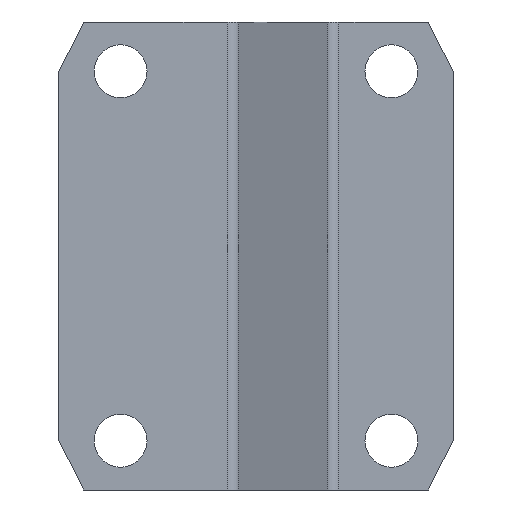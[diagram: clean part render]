
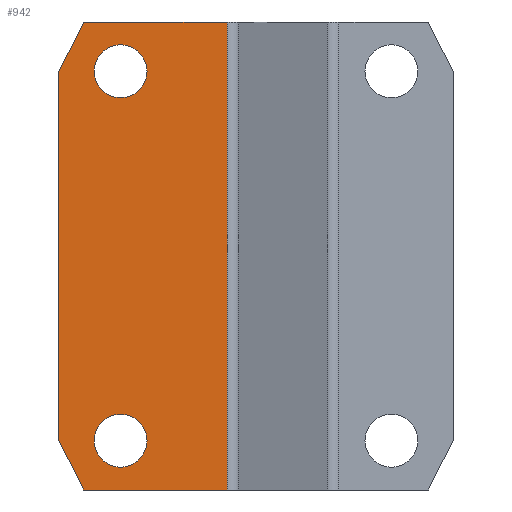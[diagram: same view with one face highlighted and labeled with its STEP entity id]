
A CAD part, front view. The second image highlights one B-rep face of the part: STEP entity #942.
In plain terms, the highlighted planar face has unit normal (0, -1, 0).
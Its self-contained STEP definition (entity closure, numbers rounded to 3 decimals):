
#21=FACE_BOUND('',#183,.T.);
#22=FACE_BOUND('',#184,.T.);
#68=PLANE('',#1062);
#120=FACE_OUTER_BOUND('',#182,.T.);
#182=EDGE_LOOP('',(#843,#844,#845,#846,#847,#848));
#183=EDGE_LOOP('',(#849));
#184=EDGE_LOOP('',(#850));
#239=CIRCLE('',#1063,2.15);
#240=CIRCLE('',#1064,2.15);
#291=LINE('',#1531,#375);
#295=LINE('',#1543,#379);
#315=LINE('',#1606,#399);
#317=LINE('',#1610,#401);
#319=LINE('',#1614,#403);
#320=LINE('',#1615,#404);
#375=VECTOR('',#1243,10.);
#379=VECTOR('',#1253,10.);
#399=VECTOR('',#1329,10.);
#401=VECTOR('',#1333,10.);
#403=VECTOR('',#1337,10.);
#404=VECTOR('',#1338,10.);
#463=VERTEX_POINT('',#1528);
#464=VERTEX_POINT('',#1530);
#469=VERTEX_POINT('',#1542);
#484=VERTEX_POINT('',#1605);
#485=VERTEX_POINT('',#1609);
#486=VERTEX_POINT('',#1613);
#487=VERTEX_POINT('',#1616);
#488=VERTEX_POINT('',#1618);
#570=EDGE_CURVE('',#463,#464,#291,.T.);
#576=EDGE_CURVE('',#464,#469,#295,.T.);
#607=EDGE_CURVE('',#469,#484,#315,.T.);
#609=EDGE_CURVE('',#485,#463,#317,.T.);
#611=EDGE_CURVE('',#486,#485,#319,.T.);
#612=EDGE_CURVE('',#484,#486,#320,.T.);
#613=EDGE_CURVE('',#487,#487,#239,.T.);
#614=EDGE_CURVE('',#488,#488,#240,.T.);
#843=ORIENTED_EDGE('',*,*,#576,.F.);
#844=ORIENTED_EDGE('',*,*,#570,.F.);
#845=ORIENTED_EDGE('',*,*,#609,.F.);
#846=ORIENTED_EDGE('',*,*,#611,.F.);
#847=ORIENTED_EDGE('',*,*,#612,.F.);
#848=ORIENTED_EDGE('',*,*,#607,.F.);
#849=ORIENTED_EDGE('',*,*,#613,.T.);
#850=ORIENTED_EDGE('',*,*,#614,.T.);
#942=ADVANCED_FACE('',(#120,#21,#22),#68,.T.);
#1062=AXIS2_PLACEMENT_3D('',#1612,#1335,#1336);
#1063=AXIS2_PLACEMENT_3D('',#1617,#1339,#1340);
#1064=AXIS2_PLACEMENT_3D('',#1619,#1341,#1342);
#1243=DIRECTION('',(1.,0.,0.));
#1253=DIRECTION('',(0.,0.,-1.));
#1329=DIRECTION('',(-1.,0.,0.));
#1333=DIRECTION('',(0.447,0.,0.894));
#1335=DIRECTION('center_axis',(0.,-1.,0.));
#1336=DIRECTION('ref_axis',(1.,0.,0.));
#1337=DIRECTION('',(0.,0.,1.));
#1338=DIRECTION('',(-0.447,0.,0.894));
#1339=DIRECTION('center_axis',(0.,1.,0.));
#1340=DIRECTION('ref_axis',(1.,0.,0.));
#1341=DIRECTION('center_axis',(0.,1.,0.));
#1342=DIRECTION('ref_axis',(1.,0.,0.));
#1528=CARTESIAN_POINT('',(-20.,-24.,19.));
#1530=CARTESIAN_POINT('',(-8.34,-24.,19.));
#1531=CARTESIAN_POINT('',(-22.,-24.,19.));
#1542=CARTESIAN_POINT('',(-8.34,-24.,-19.));
#1543=CARTESIAN_POINT('',(-8.34,-24.,0.));
#1605=CARTESIAN_POINT('',(-20.,-24.,-19.));
#1606=CARTESIAN_POINT('',(-22.,-24.,-19.));
#1609=CARTESIAN_POINT('',(-22.,-24.,15.));
#1610=CARTESIAN_POINT('',(-24.5,-24.,10.));
#1612=CARTESIAN_POINT('Origin',(-22.,-24.,0.));
#1613=CARTESIAN_POINT('',(-22.,-24.,-15.));
#1614=CARTESIAN_POINT('',(-22.,-24.,0.));
#1615=CARTESIAN_POINT('',(-24.5,-24.,-10.));
#1616=CARTESIAN_POINT('',(-19.15,-24.,-15.));
#1617=CARTESIAN_POINT('Origin',(-17.,-24.,-15.));
#1618=CARTESIAN_POINT('',(-19.15,-24.,15.));
#1619=CARTESIAN_POINT('Origin',(-17.,-24.,15.));
